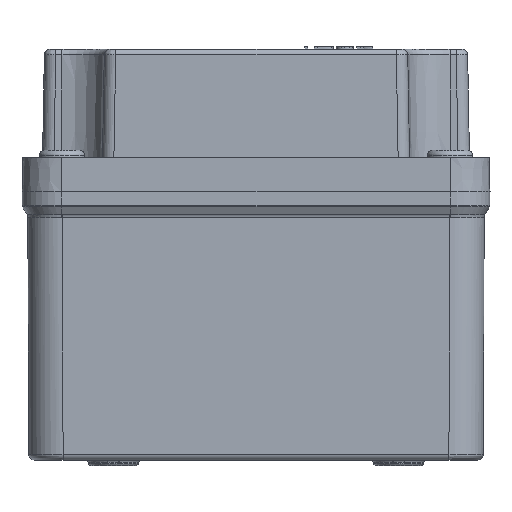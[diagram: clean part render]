
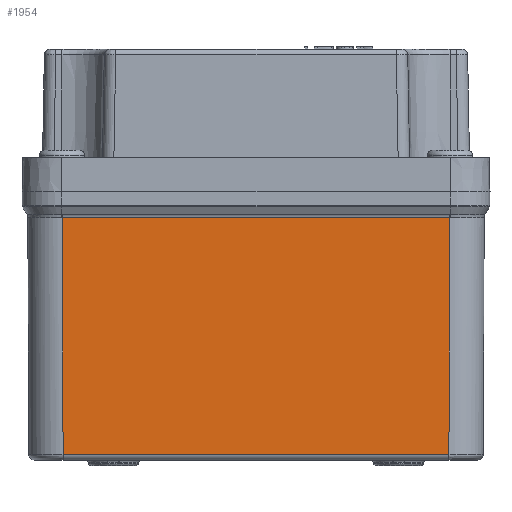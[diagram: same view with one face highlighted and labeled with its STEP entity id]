
A CAD part, left-side view. The second image highlights one B-rep face of the part: STEP entity #1954.
In plain terms, the highlighted planar face has unit normal (-1, 0, -0.004).
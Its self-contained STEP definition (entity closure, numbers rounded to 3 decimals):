
#820=PLANE('',#14873);
#1954=ADVANCED_FACE('',(#3028),#820,.T.);
#3028=FACE_OUTER_BOUND('',#3980,.T.);
#3980=EDGE_LOOP('',(#7680,#7681,#7682,#7683));
#7680=ORIENTED_EDGE('',*,*,#11100,.T.);
#7681=ORIENTED_EDGE('',*,*,#11101,.T.);
#7682=ORIENTED_EDGE('',*,*,#11102,.T.);
#7683=ORIENTED_EDGE('',*,*,#11103,.T.);
#9315=VERTEX_POINT('',#27466);
#9316=VERTEX_POINT('',#27467);
#9317=VERTEX_POINT('',#27469);
#9318=VERTEX_POINT('',#27471);
#11100=EDGE_CURVE('',#9315,#9316,#12061,.T.);
#11101=EDGE_CURVE('',#9316,#9317,#12062,.T.);
#11102=EDGE_CURVE('',#9317,#9318,#12063,.T.);
#11103=EDGE_CURVE('',#9318,#9315,#12064,.T.);
#12061=LINE('',#27465,#12835);
#12062=LINE('',#27468,#12836);
#12063=LINE('',#27470,#12837);
#12064=LINE('',#27472,#12838);
#12835=VECTOR('',#18288,1.);
#12836=VECTOR('',#18289,1.);
#12837=VECTOR('',#18290,1.);
#12838=VECTOR('',#18291,1.);
#14873=AXIS2_PLACEMENT_3D('',#27473,#18292,#18293);
#18288=DIRECTION('',(-0.004,-0.004,1.));
#18289=DIRECTION('',(0.,1.,0.));
#18290=DIRECTION('',(0.004,-0.004,-1.));
#18291=DIRECTION('',(0.,-1.,0.));
#18292=DIRECTION('',(-1.,0.,-0.004));
#18293=DIRECTION('',(-0.004,0.,1.));
#27465=CARTESIAN_POINT('',(-64.999,-33.999,-0.148));
#27466=CARTESIAN_POINT('',(-64.799,-33.799,-46.004));
#27467=CARTESIAN_POINT('',(-64.98,-33.98,-4.511));
#27468=CARTESIAN_POINT('',(-64.98,33.982,-4.511));
#27469=CARTESIAN_POINT('',(-64.98,33.98,-4.511));
#27470=CARTESIAN_POINT('',(-64.999,33.999,-0.148));
#27471=CARTESIAN_POINT('',(-64.799,33.799,-46.004));
#27472=CARTESIAN_POINT('',(-64.799,-33.795,-46.004));
#27473=CARTESIAN_POINT('',(-65.,0.,0.));
